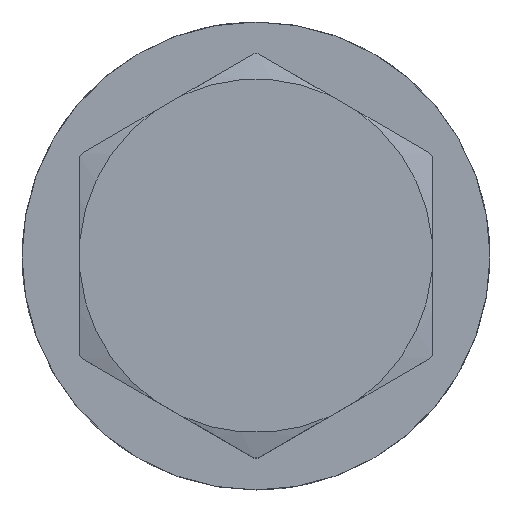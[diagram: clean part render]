
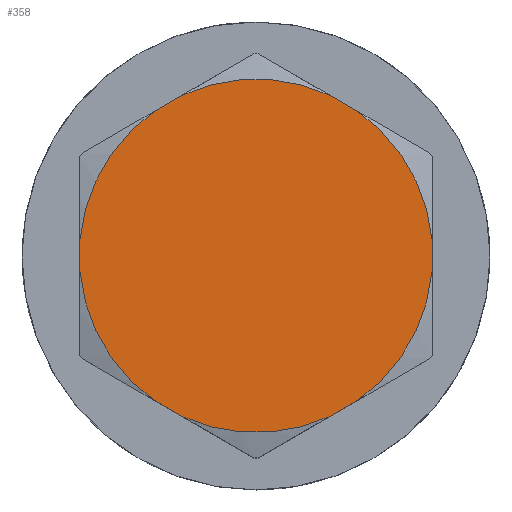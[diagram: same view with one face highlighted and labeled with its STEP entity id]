
A CAD part, top view. The second image highlights one B-rep face of the part: STEP entity #358.
In plain terms, the highlighted planar face has unit normal (0, 0, 1).
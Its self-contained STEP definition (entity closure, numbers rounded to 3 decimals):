
#258=AXIS2_PLACEMENT_3D('Plane Axis2P3D',#255,#256,#257) ;
#271=AXIS2_PLACEMENT_3D('Circle Axis2P3D',#269,#270,$) ;
#285=AXIS2_PLACEMENT_3D('Circle Axis2P3D',#283,#284,$) ;
#299=AXIS2_PLACEMENT_3D('Circle Axis2P3D',#297,#298,$) ;
#313=AXIS2_PLACEMENT_3D('Circle Axis2P3D',#311,#312,$) ;
#327=AXIS2_PLACEMENT_3D('Circle Axis2P3D',#325,#326,$) ;
#341=AXIS2_PLACEMENT_3D('Circle Axis2P3D',#339,#340,$) ;
#255=CARTESIAN_POINT('Axis2P3D Location',(18.5,4.525,20.8)) ;
#260=CARTESIAN_POINT('Line Origine',(32.418,18.5,20.8)) ;
#264=CARTESIAN_POINT('Vertex',(32.418,17.236,20.8)) ;
#266=CARTESIAN_POINT('Vertex',(32.418,19.764,20.8)) ;
#269=CARTESIAN_POINT('Axis2P3D Location',(18.5,18.5,20.8)) ;
#273=CARTESIAN_POINT('Vertex',(26.553,29.921,20.8)) ;
#276=CARTESIAN_POINT('Line Origine',(25.459,30.553,20.8)) ;
#280=CARTESIAN_POINT('Vertex',(24.364,31.185,20.8)) ;
#283=CARTESIAN_POINT('Axis2P3D Location',(18.5,18.5,20.8)) ;
#287=CARTESIAN_POINT('Vertex',(12.636,31.185,20.8)) ;
#290=CARTESIAN_POINT('Line Origine',(11.541,30.553,20.8)) ;
#294=CARTESIAN_POINT('Vertex',(10.447,29.921,20.8)) ;
#297=CARTESIAN_POINT('Axis2P3D Location',(18.5,18.5,20.8)) ;
#301=CARTESIAN_POINT('Vertex',(4.582,19.764,20.8)) ;
#304=CARTESIAN_POINT('Line Origine',(4.583,18.5,20.8)) ;
#308=CARTESIAN_POINT('Vertex',(4.582,17.236,20.8)) ;
#311=CARTESIAN_POINT('Axis2P3D Location',(18.5,18.5,20.8)) ;
#315=CARTESIAN_POINT('Vertex',(10.447,7.079,20.8)) ;
#318=CARTESIAN_POINT('Line Origine',(11.541,6.447,20.8)) ;
#322=CARTESIAN_POINT('Vertex',(12.636,5.815,20.8)) ;
#325=CARTESIAN_POINT('Axis2P3D Location',(18.5,18.5,20.8)) ;
#329=CARTESIAN_POINT('Vertex',(24.364,5.815,20.8)) ;
#332=CARTESIAN_POINT('Line Origine',(25.459,6.447,20.8)) ;
#336=CARTESIAN_POINT('Vertex',(26.553,7.079,20.8)) ;
#339=CARTESIAN_POINT('Axis2P3D Location',(18.5,18.5,20.8)) ;
#256=DIRECTION('Axis2P3D Direction',(0.,0.,1.)) ;
#257=DIRECTION('Axis2P3D XDirection',(0.,-1.,0.)) ;
#261=DIRECTION('Vector Direction',(0.,-1.,0.)) ;
#270=DIRECTION('Axis2P3D Direction',(0.,0.,1.)) ;
#277=DIRECTION('Vector Direction',(0.866,-0.5,0.)) ;
#284=DIRECTION('Axis2P3D Direction',(0.,0.,1.)) ;
#291=DIRECTION('Vector Direction',(0.866,0.5,0.)) ;
#298=DIRECTION('Axis2P3D Direction',(0.,0.,1.)) ;
#305=DIRECTION('Vector Direction',(0.,1.,0.)) ;
#312=DIRECTION('Axis2P3D Direction',(0.,0.,1.)) ;
#319=DIRECTION('Vector Direction',(-0.866,0.5,0.)) ;
#326=DIRECTION('Axis2P3D Direction',(0.,0.,1.)) ;
#333=DIRECTION('Vector Direction',(-0.866,-0.5,0.)) ;
#340=DIRECTION('Axis2P3D Direction',(0.,0.,1.)) ;
#262=VECTOR('Line Direction',#261,1.) ;
#278=VECTOR('Line Direction',#277,1.) ;
#292=VECTOR('Line Direction',#291,1.) ;
#306=VECTOR('Line Direction',#305,1.) ;
#320=VECTOR('Line Direction',#319,1.) ;
#334=VECTOR('Line Direction',#333,1.) ;
#345=ORIENTED_EDGE('',*,*,#268,.T.) ;
#346=ORIENTED_EDGE('',*,*,#275,.T.) ;
#347=ORIENTED_EDGE('',*,*,#282,.T.) ;
#348=ORIENTED_EDGE('',*,*,#289,.T.) ;
#349=ORIENTED_EDGE('',*,*,#296,.T.) ;
#350=ORIENTED_EDGE('',*,*,#303,.T.) ;
#351=ORIENTED_EDGE('',*,*,#310,.T.) ;
#352=ORIENTED_EDGE('',*,*,#317,.T.) ;
#353=ORIENTED_EDGE('',*,*,#324,.T.) ;
#354=ORIENTED_EDGE('',*,*,#331,.T.) ;
#355=ORIENTED_EDGE('',*,*,#338,.T.) ;
#356=ORIENTED_EDGE('',*,*,#343,.T.) ;
#358=ADVANCED_FACE('Hauptk\X2\00F6\X0\rper',(#357),#259,.T.) ;
#272=CIRCLE('generated circle',#271,13.975) ;
#286=CIRCLE('generated circle',#285,13.975) ;
#300=CIRCLE('generated circle',#299,13.975) ;
#314=CIRCLE('generated circle',#313,13.975) ;
#328=CIRCLE('generated circle',#327,13.975) ;
#342=CIRCLE('generated circle',#341,13.975) ;
#268=EDGE_CURVE('',#265,#267,#263,.F.) ;
#275=EDGE_CURVE('',#267,#274,#272,.T.) ;
#282=EDGE_CURVE('',#274,#281,#279,.F.) ;
#289=EDGE_CURVE('',#281,#288,#286,.T.) ;
#296=EDGE_CURVE('',#288,#295,#293,.F.) ;
#303=EDGE_CURVE('',#295,#302,#300,.T.) ;
#310=EDGE_CURVE('',#302,#309,#307,.F.) ;
#317=EDGE_CURVE('',#309,#316,#314,.T.) ;
#324=EDGE_CURVE('',#316,#323,#321,.F.) ;
#331=EDGE_CURVE('',#323,#330,#328,.T.) ;
#338=EDGE_CURVE('',#330,#337,#335,.F.) ;
#343=EDGE_CURVE('',#337,#265,#342,.T.) ;
#344=EDGE_LOOP('',(#345,#346,#347,#348,#349,#350,#351,#352,#353,#354,#355,#356)) ;
#357=FACE_OUTER_BOUND('',#344,.T.) ;
#263=LINE('Line',#260,#262) ;
#279=LINE('Line',#276,#278) ;
#293=LINE('Line',#290,#292) ;
#307=LINE('Line',#304,#306) ;
#321=LINE('Line',#318,#320) ;
#335=LINE('Line',#332,#334) ;
#259=PLANE('',#258) ;
#265=VERTEX_POINT('',#264) ;
#267=VERTEX_POINT('',#266) ;
#274=VERTEX_POINT('',#273) ;
#281=VERTEX_POINT('',#280) ;
#288=VERTEX_POINT('',#287) ;
#295=VERTEX_POINT('',#294) ;
#302=VERTEX_POINT('',#301) ;
#309=VERTEX_POINT('',#308) ;
#316=VERTEX_POINT('',#315) ;
#323=VERTEX_POINT('',#322) ;
#330=VERTEX_POINT('',#329) ;
#337=VERTEX_POINT('',#336) ;
